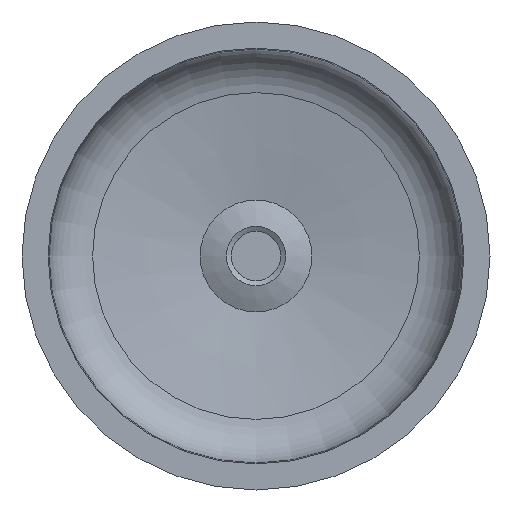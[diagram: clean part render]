
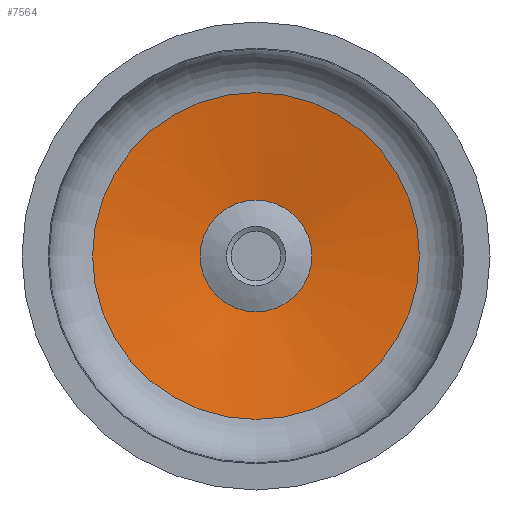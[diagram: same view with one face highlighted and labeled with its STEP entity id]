
A CAD part, front view. The second image highlights one B-rep face of the part: STEP entity #7564.
In plain terms, the highlighted conical face has half-angle 80.814 degrees and reference radius 31.43 mm.
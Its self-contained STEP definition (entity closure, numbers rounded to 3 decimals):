
#269=FACE_OUTER_BOUND('',#694,.T.);
#694=EDGE_LOOP('',(#4797,#4798,#4799,#4800,#4801,#4802));
#1120=LINE('',#12148,#1508);
#1508=VECTOR('',#9333,31.43);
#1907=CIRCLE('',#8082,31.43);
#1908=CIRCLE('',#8083,31.43);
#1910=CIRCLE('',#8086,10.75);
#1911=CIRCLE('',#8087,10.75);
#2695=VERTEX_POINT('',#12138);
#2696=VERTEX_POINT('',#12139);
#2697=VERTEX_POINT('',#12144);
#2698=VERTEX_POINT('',#12145);
#3533=EDGE_CURVE('',#2695,#2696,#1907,.T.);
#3534=EDGE_CURVE('',#2696,#2695,#1908,.T.);
#3536=EDGE_CURVE('',#2697,#2698,#1910,.T.);
#3537=EDGE_CURVE('',#2698,#2697,#1911,.T.);
#3538=EDGE_CURVE('',#2698,#2696,#1120,.T.);
#4797=ORIENTED_EDGE('',*,*,#3536,.F.);
#4798=ORIENTED_EDGE('',*,*,#3537,.F.);
#4799=ORIENTED_EDGE('',*,*,#3538,.T.);
#4800=ORIENTED_EDGE('',*,*,#3534,.T.);
#4801=ORIENTED_EDGE('',*,*,#3533,.T.);
#4802=ORIENTED_EDGE('',*,*,#3538,.F.);
#7285=CONICAL_SURFACE('',#8085,31.43,1.41);
#7564=ADVANCED_FACE('',(#269),#7285,.F.);
#8082=AXIS2_PLACEMENT_3D('',#12140,#9321,#9322);
#8083=AXIS2_PLACEMENT_3D('',#12141,#9323,#9324);
#8085=AXIS2_PLACEMENT_3D('',#12143,#9327,#9328);
#8086=AXIS2_PLACEMENT_3D('',#12146,#9329,#9330);
#8087=AXIS2_PLACEMENT_3D('',#12147,#9331,#9332);
#9321=DIRECTION('center_axis',(0.,-1.,0.));
#9322=DIRECTION('ref_axis',(0.,0.,-1.));
#9323=DIRECTION('center_axis',(0.,-1.,0.));
#9324=DIRECTION('ref_axis',(0.,0.,-1.));
#9327=DIRECTION('center_axis',(0.,-1.,0.));
#9328=DIRECTION('ref_axis',(0.,0.,-1.));
#9329=DIRECTION('center_axis',(0.,-1.,0.));
#9330=DIRECTION('ref_axis',(0.,0.,-1.));
#9331=DIRECTION('center_axis',(0.,-1.,0.));
#9332=DIRECTION('ref_axis',(0.,0.,-1.));
#9333=DIRECTION('',(0.,-0.16,0.987));
#12138=CARTESIAN_POINT('',(0.,11.874,-31.43));
#12139=CARTESIAN_POINT('',(0.,11.874,31.43));
#12140=CARTESIAN_POINT('Origin',(0.,11.874,0.));
#12141=CARTESIAN_POINT('Origin',(0.,11.874,0.));
#12143=CARTESIAN_POINT('Origin',(0.,11.874,0.));
#12144=CARTESIAN_POINT('',(0.,15.218,-10.75));
#12145=CARTESIAN_POINT('',(0.,15.218,10.75));
#12146=CARTESIAN_POINT('Origin',(0.,15.218,0.));
#12147=CARTESIAN_POINT('Origin',(0.,15.218,0.));
#12148=CARTESIAN_POINT('',(0.,11.874,31.43));
